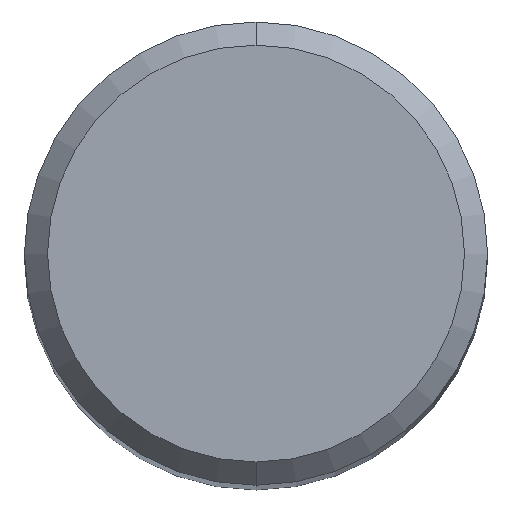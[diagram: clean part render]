
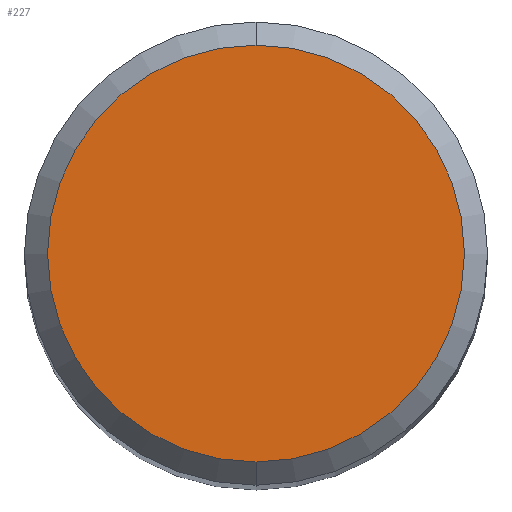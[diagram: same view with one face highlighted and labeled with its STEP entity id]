
A CAD part, top view. The second image highlights one B-rep face of the part: STEP entity #227.
In plain terms, the highlighted planar face has unit normal (0, 0, 1).
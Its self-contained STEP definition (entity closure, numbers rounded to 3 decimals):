
#227=ADVANCED_FACE('',(#523),#524,.T.);
#319=VERTEX_POINT('',#623);
#379=VERTEX_POINT('',#693);
#405=EDGE_CURVE('',#379,#319,#721,.T.);
#423=EDGE_CURVE('',#319,#379,#741,.T.);
#523=FACE_OUTER_BOUND('',#890,.T.);
#524=PLANE('',#891);
#623=CARTESIAN_POINT('',(0.,-3.6,46.701));
#693=CARTESIAN_POINT('',(0.0,3.6,46.701));
#721=CIRCLE('',#1329,3.6);
#741=CIRCLE('',#1383,3.6);
#890=EDGE_LOOP('',(#1474,#1475));
#891=AXIS2_PLACEMENT_3D('',#1476,#1477,#1478);
#1329=AXIS2_PLACEMENT_3D('',#1700,#1701,#1702);
#1383=AXIS2_PLACEMENT_3D('',#1728,#1729,#1730);
#1474=ORIENTED_EDGE('',*,*,#405,.F.);
#1475=ORIENTED_EDGE('',*,*,#423,.F.);
#1476=CARTESIAN_POINT('',(0.0,1.8,46.701));
#1477=DIRECTION('',(-0.0,0.0,1.0));
#1478=DIRECTION('',(0.0,-1.0,0.0));
#1700=CARTESIAN_POINT('',(0.0,0.0,46.701));
#1701=DIRECTION('',(0.0,0.0,-1.0));
#1702=DIRECTION('',(0.0,1.0,0.0));
#1728=CARTESIAN_POINT('',(0.0,0.0,46.701));
#1729=DIRECTION('',(0.0,0.0,-1.0));
#1730=DIRECTION('',(0.0,1.0,0.0));
